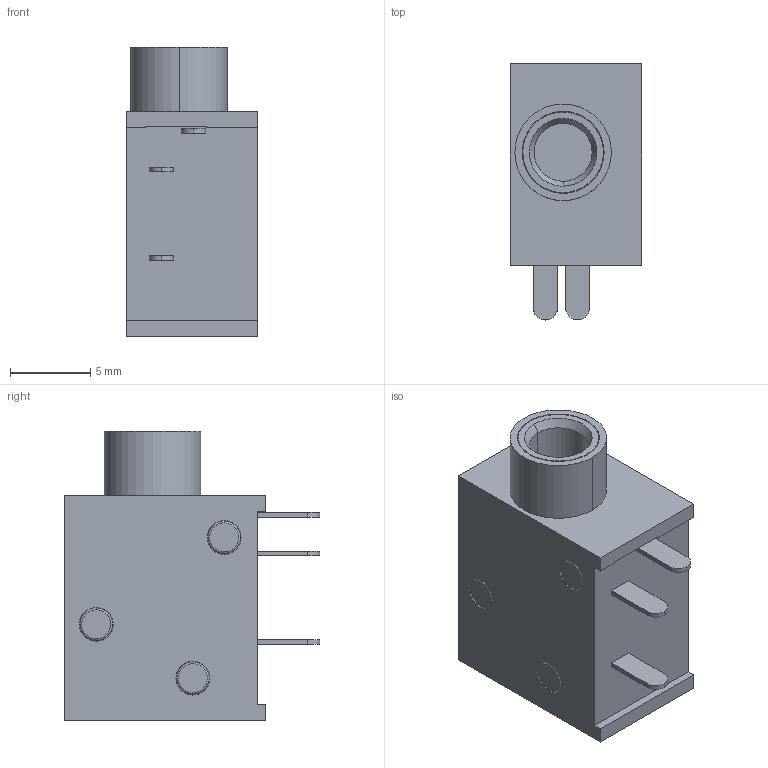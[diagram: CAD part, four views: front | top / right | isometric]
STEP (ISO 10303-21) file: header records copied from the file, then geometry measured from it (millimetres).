
FILE_DESCRIPTION (( 'STEP AP203' ), '1' );
FILE_NAME ('Same_Sky_SJ1-3533NG.step', '2025-06-02T19:47:07', ( '' ), ( '' ), 'SwSTEP 2.0', 'SolidWorks 2025', '' );
FILE_SCHEMA (( 'CONFIG_CONTROL_DESIGN' ));
Length unit declared in the file: millimetre
Products named in the file (1): Same_Sky_SJ1-3533NG
Bounding box: 8.2 x 15.9 x 18 mm (x, y, z)
Volume: 1444.7 mm3; surface area: 1242 mm2
Topology: 5 solids, 12 shells, 167 faces, 428 edges, 283 vertices
Faces by surface type: plane 103, cylinder 54, bspline 6, cone 4
Entity records: 5359 total; most frequent: CARTESIAN_POINT 1256, ORIENTED_EDGE 832, DIRECTION 817, EDGE_CURVE 416, VERTEX_POINT 283, AXIS2_PLACEMENT_3D 276, LINE 265, VECTOR 265
